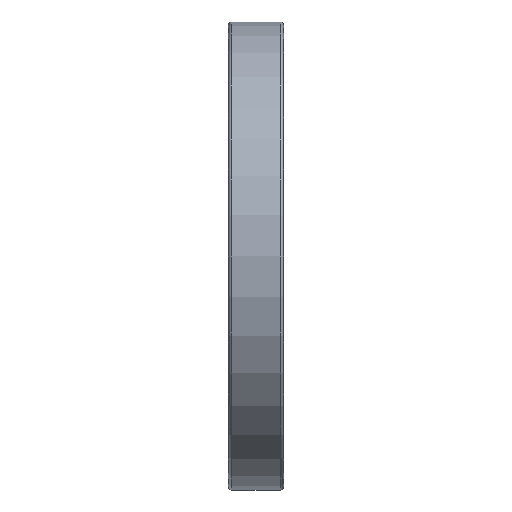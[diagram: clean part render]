
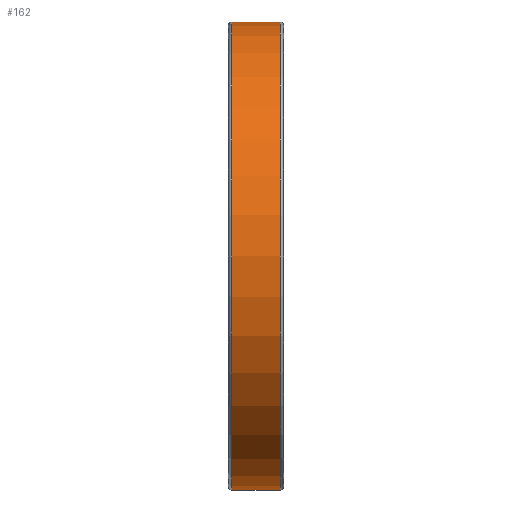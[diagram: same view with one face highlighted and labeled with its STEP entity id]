
A CAD part, front view. The second image highlights one B-rep face of the part: STEP entity #162.
In plain terms, the highlighted cylindrical face has radius 42.5 mm (diameter 85 mm), a partial arc.
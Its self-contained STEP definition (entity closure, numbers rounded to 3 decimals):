
#46 = EDGE_CURVE ( 'NONE', #65, #305, #489, .T. ) ;
#65 = VERTEX_POINT ( 'NONE', #556 ) ;
#103 = LINE ( 'NONE', #362, #271 ) ;
#132 = CARTESIAN_POINT ( 'NONE',  ( -4.4, 0., 0. ) ) ;
#162 = ADVANCED_FACE ( 'NONE', ( #218 ), #266, .T. ) ;
#180 = CIRCLE ( 'NONE', #632, 42.5 ) ;
#207 = CARTESIAN_POINT ( 'NONE',  ( 4.4, 0., 0. ) ) ;
#218 = FACE_OUTER_BOUND ( 'NONE', #321, .T. ) ;
#259 = ORIENTED_EDGE ( 'NONE', *, *, #345, .T. ) ;
#266 = CYLINDRICAL_SURFACE ( 'NONE', #769, 42.5 ) ;
#271 = VECTOR ( 'NONE', #602, 1000. ) ;
#273 = CARTESIAN_POINT ( 'NONE',  ( -20.637, 0., 0. ) ) ;
#282 = DIRECTION ( 'NONE',  ( 1., 0., 0. ) ) ;
#288 = DIRECTION ( 'NONE',  ( 0., 0., -1. ) ) ;
#305 = VERTEX_POINT ( 'NONE', #414 ) ;
#321 = EDGE_LOOP ( 'NONE', ( #780, #259, #340, #671 ) ) ;
#340 = ORIENTED_EDGE ( 'NONE', *, *, #582, .T. ) ;
#345 = EDGE_CURVE ( 'NONE', #65, #453, #180, .T. ) ;
#362 = CARTESIAN_POINT ( 'NONE',  ( -20.637, 0., -42.5 ) ) ;
#391 = DIRECTION ( 'NONE',  ( 1., 0., 0. ) ) ;
#393 = EDGE_CURVE ( 'NONE', #305, #570, #781, .T. ) ;
#409 = CARTESIAN_POINT ( 'NONE',  ( -4.4, 0., -42.5 ) ) ;
#414 = CARTESIAN_POINT ( 'NONE',  ( 4.4, 0., 42.5 ) ) ;
#424 = CARTESIAN_POINT ( 'NONE',  ( 4.4, 0., -42.5 ) ) ;
#453 = VERTEX_POINT ( 'NONE', #409 ) ;
#456 = DIRECTION ( 'NONE',  ( 1., 0., 0. ) ) ;
#462 = AXIS2_PLACEMENT_3D ( 'NONE', #207, #456, #690 ) ;
#489 = LINE ( 'NONE', #549, #723 ) ;
#549 = CARTESIAN_POINT ( 'NONE',  ( -20.637, 0., 42.5 ) ) ;
#556 = CARTESIAN_POINT ( 'NONE',  ( -4.4, 0., 42.5 ) ) ;
#570 = VERTEX_POINT ( 'NONE', #424 ) ;
#582 = EDGE_CURVE ( 'NONE', #453, #570, #103, .T. ) ;
#602 = DIRECTION ( 'NONE',  ( 1., 0., 0. ) ) ;
#625 = DIRECTION ( 'NONE',  ( 0., 0., -1. ) ) ;
#632 = AXIS2_PLACEMENT_3D ( 'NONE', #132, #391, #625 ) ;
#667 = DIRECTION ( 'NONE',  ( 1., 0., 0. ) ) ;
#671 = ORIENTED_EDGE ( 'NONE', *, *, #393, .F. ) ;
#690 = DIRECTION ( 'NONE',  ( 0., 0., -1. ) ) ;
#723 = VECTOR ( 'NONE', #667, 1000. ) ;
#769 = AXIS2_PLACEMENT_3D ( 'NONE', #273, #282, #288 ) ;
#780 = ORIENTED_EDGE ( 'NONE', *, *, #46, .F. ) ;
#781 = CIRCLE ( 'NONE', #462, 42.5 ) ;
